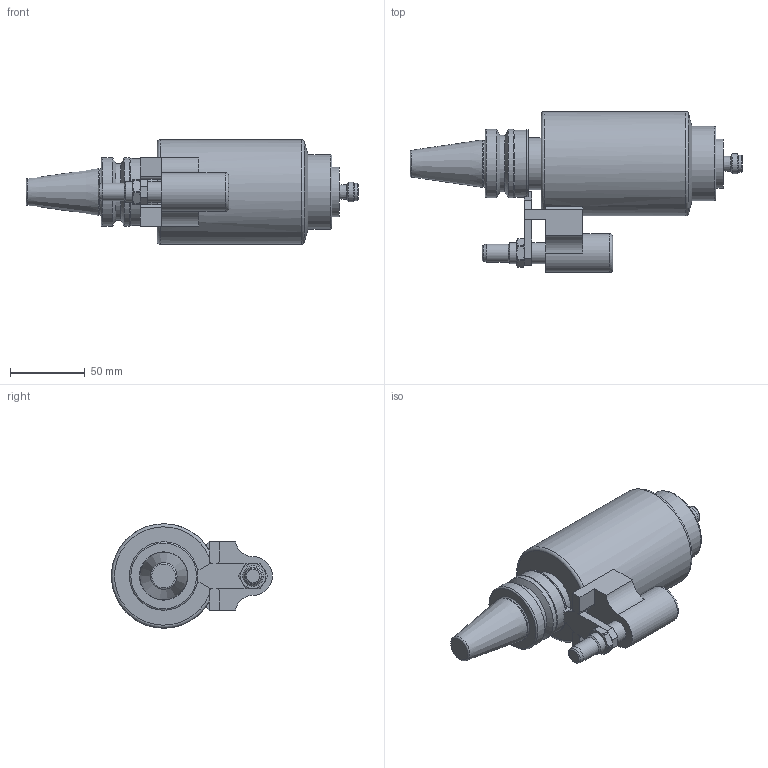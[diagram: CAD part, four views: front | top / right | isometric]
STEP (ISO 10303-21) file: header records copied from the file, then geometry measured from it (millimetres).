
FILE_DESCRIPTION(/* description */ (''),/* implementation_level */ '2;1');
FILE_NAME(/* name */ 'BT30-BMA-162.stp',/* time_stamp */ '2022-08-02T16:42:38+09:00',/* author */ ('AIS-12'),/* organization */ (''),/* preprocessor_version */ 'ST-DEVELOPER v17.2',/* originating_system */ 'Autodesk Inventor 2019',/* authorisation */ '');
FILE_SCHEMA (('AUTOMOTIVE_DESIGN { 1 0 10303 214 3 1 1 }'));
Length unit declared in the file: millimetre
Products named in the file (1): BT30-BMA-162
Bounding box: 222.72 x 108 x 70 mm (x, y, z)
Volume: 557574.7 mm3; surface area: 53400.4 mm2
Topology: 1 solids, 1 shells, 112 faces, 320 edges, 212 vertices
Faces by surface type: plane 52, cylinder 28, cone 23, torus 9
Full cylindrical faces by diameter (mm): 11.5 x1, 12 x1, 13.4 x1, 14 x2, 26 x1, 30.8 x1, 33 x1, 35 x1, 38 x1, 45 x1, 46 x2, 50 x1, 70 x1
Entity records: 3768 total; most frequent: CARTESIAN_POINT 715, DIRECTION 669, ORIENTED_EDGE 640, EDGE_CURVE 320, AXIS2_PLACEMENT_3D 262, VERTEX_POINT 212, CIRCLE 149, LINE 145
